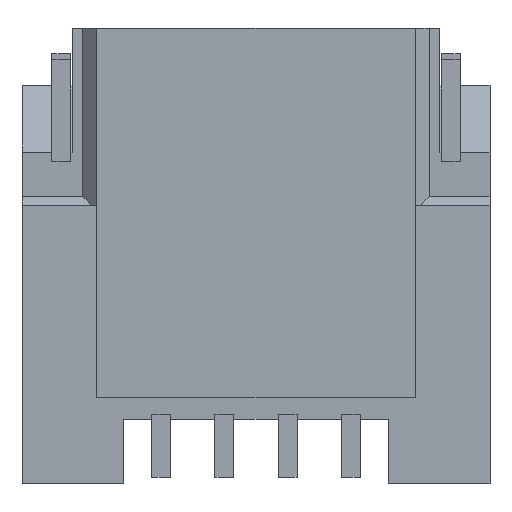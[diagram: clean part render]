
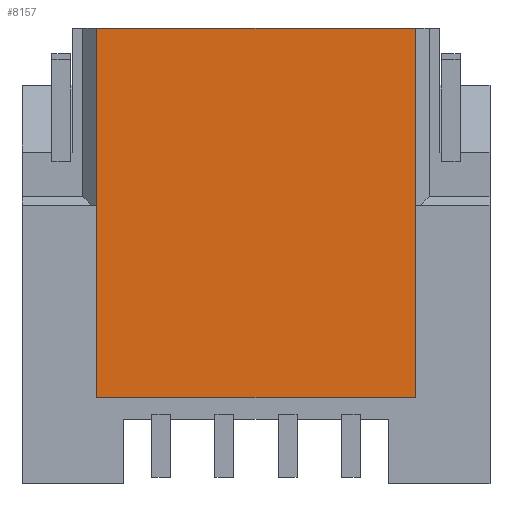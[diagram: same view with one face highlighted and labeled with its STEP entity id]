
A CAD part, front view. The second image highlights one B-rep face of the part: STEP entity #8157.
In plain terms, the highlighted planar face has unit normal (0, -1, 0).
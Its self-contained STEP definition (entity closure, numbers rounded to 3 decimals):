
#2915=DIRECTION('',(0.,0.,1.));
#2916=VECTOR('',#2915,1.52);
#2917=CARTESIAN_POINT('',(1.26,0.,-2.92));
#2918=LINE('',#2917,#2916);
#2919=DIRECTION('',(-1.,0.,0.));
#2920=VECTOR('',#2919,2.52);
#2921=CARTESIAN_POINT('',(1.26,0.,-2.92));
#2922=LINE('',#2921,#2920);
#2923=DIRECTION('',(0.,0.,1.));
#2924=VECTOR('',#2923,1.52);
#2925=CARTESIAN_POINT('',(-1.26,0.,-2.92));
#2926=LINE('',#2925,#2924);
#2927=DIRECTION('',(0.,0.,-1.));
#2928=VECTOR('',#2927,1.4);
#2929=CARTESIAN_POINT('',(-1.26,0.,0.));
#2930=LINE('',#2929,#2928);
#2931=DIRECTION('',(1.,0.,0.));
#2932=VECTOR('',#2931,2.52);
#2933=CARTESIAN_POINT('',(-1.26,0.,0.));
#2934=LINE('',#2933,#2932);
#2935=DIRECTION('',(0.,0.,-1.));
#2936=VECTOR('',#2935,1.4);
#2937=CARTESIAN_POINT('',(1.26,0.,0.));
#2938=LINE('',#2937,#2936);
#3211=CARTESIAN_POINT('',(1.26,0.,0.));
#3212=VERTEX_POINT('',#3211);
#3213=CARTESIAN_POINT('',(-1.26,0.,0.));
#3215=VERTEX_POINT('',#3213);
#3303=CARTESIAN_POINT('',(1.26,0.,-2.92));
#3304=CARTESIAN_POINT('',(1.26,0.,-1.4));
#3305=VERTEX_POINT('',#3303);
#3306=VERTEX_POINT('',#3304);
#3307=CARTESIAN_POINT('',(-1.26,0.,-1.4));
#3308=VERTEX_POINT('',#3307);
#3474=CARTESIAN_POINT('',(-1.26,0.,-2.92));
#3475=VERTEX_POINT('',#3474);
#8140=CARTESIAN_POINT('',(-1.85,0.,0.));
#8141=DIRECTION('',(0.,-1.,0.));
#8142=DIRECTION('',(0.,0.,-1.));
#8143=AXIS2_PLACEMENT_3D('',#8140,#8141,#8142);
#8144=PLANE('',#8143);
#8146=ORIENTED_EDGE('',*,*,#8145,.F.);
#8148=ORIENTED_EDGE('',*,*,#8147,.T.);
#8150=ORIENTED_EDGE('',*,*,#8149,.T.);
#8151=ORIENTED_EDGE('',*,*,#8129,.F.);
#8152=ORIENTED_EDGE('',*,*,#6791,.T.);
#8154=ORIENTED_EDGE('',*,*,#8153,.T.);
#8155=EDGE_LOOP('',(#8146,#8148,#8150,#8151,#8152,#8154));
#8156=FACE_OUTER_BOUND('',#8155,.F.);
#8157=ADVANCED_FACE('',(#8156),#8144,.T.);
#6791=EDGE_CURVE('',#3215,#3212,#2934,.T.);
#8129=EDGE_CURVE('',#3215,#3308,#2930,.T.);
#8145=EDGE_CURVE('',#3305,#3306,#2918,.T.);
#8147=EDGE_CURVE('',#3305,#3475,#2922,.T.);
#8149=EDGE_CURVE('',#3475,#3308,#2926,.T.);
#8153=EDGE_CURVE('',#3212,#3306,#2938,.T.);
